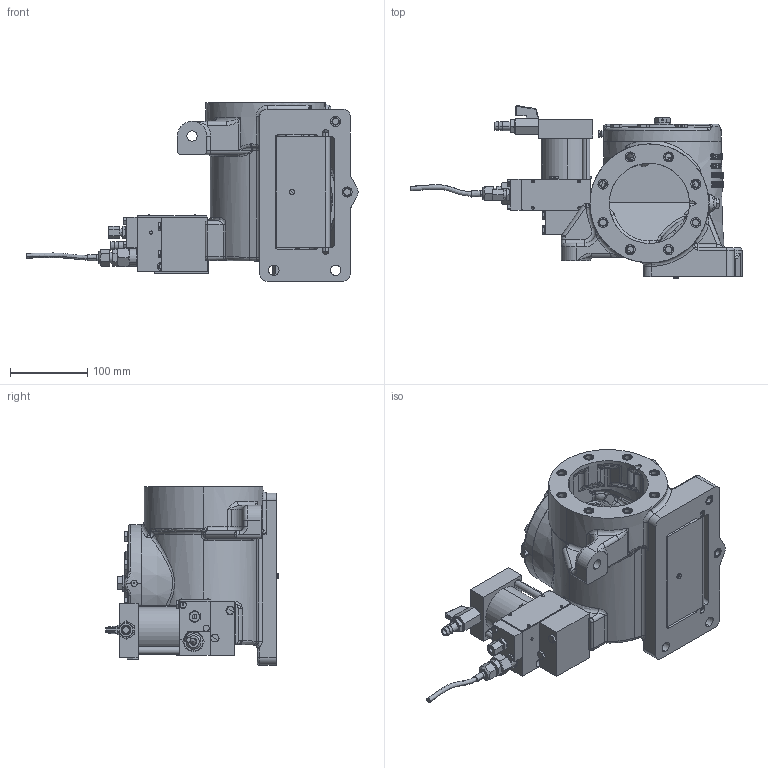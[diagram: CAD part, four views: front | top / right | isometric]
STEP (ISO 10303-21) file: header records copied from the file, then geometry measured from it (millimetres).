
FILE_DESCRIPTION (( 'STEP AP214' ), '1' );
FILE_NAME ('GL80SE-RK_252541.STEP', '2013-09-18T08:44:54', ( 'Admin2' ), ( '' ), 'SwSTEP 2.0', 'SolidWorks 2010', '' );
FILE_SCHEMA (( 'AUTOMOTIVE_DESIGN' ));
Length unit declared in the file: millimetre
Products named in the file (1): GL80SE-RK_252541
Bounding box: 430.11 x 224.04 x 231 mm (x, y, z)
Surface area: 379660.1 mm2 (no closed solid volume)
Topology: 0 solids, 76 shells, 1671 faces, 5199 edges, 3441 vertices
Faces by surface type: plane 572, bspline 474, cylinder 315, cone 192, torus 87, sphere 31
Entity records: 103119 total; most frequent: CARTESIAN_POINT 43499, ORIENTED_EDGE 8660, DIRECTION 7375, EDGE_CURVE 5135, VERTEX_POINT 3441, AXIS2_PLACEMENT_3D 2714, VECTOR 1947, LINE 1947
